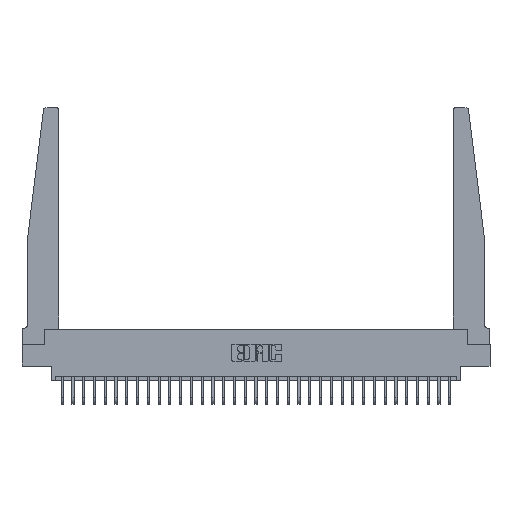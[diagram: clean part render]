
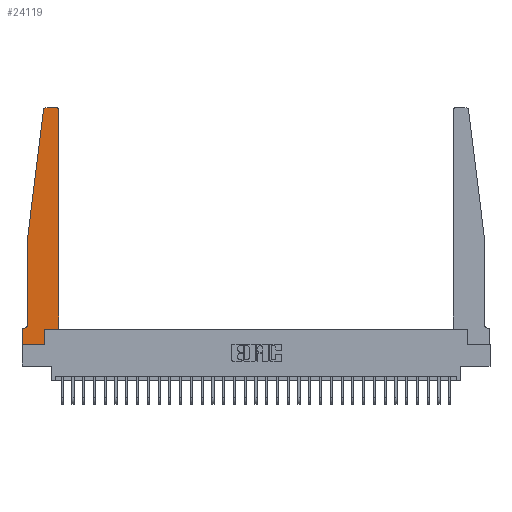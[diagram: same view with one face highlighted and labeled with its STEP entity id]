
A CAD part, top view. The second image highlights one B-rep face of the part: STEP entity #24119.
In plain terms, the highlighted planar face has unit normal (0, 0, 1).
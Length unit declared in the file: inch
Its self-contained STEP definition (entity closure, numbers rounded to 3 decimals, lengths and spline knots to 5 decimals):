
#48 = ORIENTED_EDGE ( 'NONE', *, *, #27514, .T. ) ;
#281 = DIRECTION ( 'NONE',  ( 1., 0., 0. ) ) ;
#389 = EDGE_CURVE ( 'NONE', #30270, #4841, #9772, .T. ) ;
#1184 = VERTEX_POINT ( 'NONE', #26816 ) ;
#1278 = DIRECTION ( 'NONE',  ( 1., 0., 0. ) ) ;
#2283 = LINE ( 'NONE', #25307, #6457 ) ;
#2303 = VERTEX_POINT ( 'NONE', #26713 ) ;
#2498 = ORIENTED_EDGE ( 'NONE', *, *, #26174, .T. ) ;
#2828 = VERTEX_POINT ( 'NONE', #31179 ) ;
#3204 = CARTESIAN_POINT ( 'NONE',  ( 0.065, 0.1875, 0.37 ) ) ;
#3328 = CARTESIAN_POINT ( 'NONE',  ( 0.425, 0.18, 0.37 ) ) ;
#3782 = VECTOR ( 'NONE', #25010, 39.37008 ) ;
#4261 = CARTESIAN_POINT ( 'NONE',  ( 0., 0., 0.37 ) ) ;
#4316 = VERTEX_POINT ( 'NONE', #17535 ) ;
#4585 = ORIENTED_EDGE ( 'NONE', *, *, #17220, .T. ) ;
#4746 = EDGE_CURVE ( 'NONE', #4316, #1184, #2283, .T. ) ;
#4841 = VERTEX_POINT ( 'NONE', #13693 ) ;
#5476 = EDGE_CURVE ( 'NONE', #1184, #30270, #23214, .T. ) ;
#5733 = AXIS2_PLACEMENT_3D ( 'NONE', #26509, #16465, #21390 ) ;
#6277 = EDGE_CURVE ( 'NONE', #2828, #2303, #28913, .T. ) ;
#6457 = VECTOR ( 'NONE', #25519, 39.37008 ) ;
#6472 = ORIENTED_EDGE ( 'NONE', *, *, #28391, .T. ) ;
#6650 = CIRCLE ( 'NONE', #8526, 0.03 ) ;
#6674 = AXIS2_PLACEMENT_3D ( 'NONE', #11894, #19223, #9503 ) ;
#6757 = VECTOR ( 'NONE', #27040, 39.37008 ) ;
#7051 = DIRECTION ( 'NONE',  ( 1., 0., 0. ) ) ;
#7170 = LINE ( 'NONE', #9660, #22849 ) ;
#7738 = LINE ( 'NONE', #4261, #29526 ) ;
#8526 = AXIS2_PLACEMENT_3D ( 'NONE', #21680, #29354, #7051 ) ;
#8824 = EDGE_CURVE ( 'NONE', #21297, #4316, #6650, .T. ) ;
#9206 = LINE ( 'NONE', #3328, #21029 ) ;
#9503 = DIRECTION ( 'NONE',  ( 1., 0., 0. ) ) ;
#9660 = CARTESIAN_POINT ( 'NONE',  ( 0.25, 2.75, 0.37 ) ) ;
#9772 = CIRCLE ( 'NONE', #5733, 0.05 ) ;
#9938 = DIRECTION ( 'NONE',  ( 0., 0., 1. ) ) ;
#10044 = PLANE ( 'NONE',  #20761 ) ;
#10052 = EDGE_CURVE ( 'NONE', #11043, #11589, #16888, .T. ) ;
#10290 = ORIENTED_EDGE ( 'NONE', *, *, #10052, .T. ) ;
#10643 = DIRECTION ( 'NONE',  ( 0., 1., 0. ) ) ;
#11043 = VERTEX_POINT ( 'NONE', #26539 ) ;
#11589 = VERTEX_POINT ( 'NONE', #21100 ) ;
#11894 = CARTESIAN_POINT ( 'NONE',  ( 0.395, 2.72, 0.37 ) ) ;
#12424 = CIRCLE ( 'NONE', #6674, 0.03 ) ;
#13033 = CARTESIAN_POINT ( 'NONE',  ( 0.27653, 2.75, 0.37 ) ) ;
#13693 = CARTESIAN_POINT ( 'NONE',  ( 0.015, 0.1875, 0.37 ) ) ;
#15212 = CARTESIAN_POINT ( 'NONE',  ( 0.065, 0.2375, 0.37 ) ) ;
#15893 = VECTOR ( 'NONE', #281, 39.37008 ) ;
#16396 = CARTESIAN_POINT ( 'NONE',  ( 0., 0.1875, 0.37 ) ) ;
#16465 = DIRECTION ( 'NONE',  ( 0., 0., -1. ) ) ;
#16888 = LINE ( 'NONE', #18098, #24916 ) ;
#17220 = EDGE_CURVE ( 'NONE', #2303, #11043, #22822, .T. ) ;
#17232 = ORIENTED_EDGE ( 'NONE', *, *, #31142, .T. ) ;
#17517 = ORIENTED_EDGE ( 'NONE', *, *, #8824, .T. ) ;
#17535 = CARTESIAN_POINT ( 'NONE',  ( 0.24675, 2.72367, 0.37 ) ) ;
#17962 = CARTESIAN_POINT ( 'NONE',  ( 0.2605, 0.18, 0.37 ) ) ;
#18086 = ORIENTED_EDGE ( 'NONE', *, *, #4746, .T. ) ;
#18098 = CARTESIAN_POINT ( 'NONE',  ( 0.425, 0.18, 0.37 ) ) ;
#18253 = FACE_OUTER_BOUND ( 'NONE', #25585, .T. ) ;
#19223 = DIRECTION ( 'NONE',  ( 0., 0., 1. ) ) ;
#19660 = CARTESIAN_POINT ( 'NONE',  ( 0., 0.1875, 0.37 ) ) ;
#19706 = CARTESIAN_POINT ( 'NONE',  ( 0.425, 2.72, 0.37 ) ) ;
#20338 = DIRECTION ( 'NONE',  ( -1., 0., 0. ) ) ;
#20761 = AXIS2_PLACEMENT_3D ( 'NONE', #19660, #9938, #24233 ) ;
#21029 = VECTOR ( 'NONE', #10643, 39.37008 ) ;
#21100 = CARTESIAN_POINT ( 'NONE',  ( 0.425, 0.18, 0.37 ) ) ;
#21297 = VERTEX_POINT ( 'NONE', #13033 ) ;
#21390 = DIRECTION ( 'NONE',  ( -1., 0., 0. ) ) ;
#21680 = CARTESIAN_POINT ( 'NONE',  ( 0.27653, 2.72, 0.37 ) ) ;
#22822 = LINE ( 'NONE', #17962, #6757 ) ;
#22849 = VECTOR ( 'NONE', #26838, 39.37008 ) ;
#23165 = VERTEX_POINT ( 'NONE', #30826 ) ;
#23214 = LINE ( 'NONE', #29723, #3782 ) ;
#24119 = ADVANCED_FACE ( 'NONE', ( #18253 ), #10044, .T. ) ;
#24233 = DIRECTION ( 'NONE',  ( 1., 0., 0. ) ) ;
#24916 = VECTOR ( 'NONE', #1278, 39.37008 ) ;
#25010 = DIRECTION ( 'NONE',  ( 0., -1., 0. ) ) ;
#25307 = CARTESIAN_POINT ( 'NONE',  ( 0.065, 1.25, 0.37 ) ) ;
#25519 = DIRECTION ( 'NONE',  ( -0.122, -0.992, 0. ) ) ;
#25585 = EDGE_LOOP ( 'NONE', ( #17232, #17517, #18086, #29403, #28784, #29915, #48, #27795, #4585, #10290, #6472, #2498 ) ) ;
#26174 = EDGE_CURVE ( 'NONE', #30220, #23165, #12424, .T. ) ;
#26509 = CARTESIAN_POINT ( 'NONE',  ( 0.015, 0.2375, 0.37 ) ) ;
#26539 = CARTESIAN_POINT ( 'NONE',  ( 0.2605, 0.18, 0.37 ) ) ;
#26570 = VERTEX_POINT ( 'NONE', #16396 ) ;
#26713 = CARTESIAN_POINT ( 'NONE',  ( 0.2605, 0., 0.37 ) ) ;
#26816 = CARTESIAN_POINT ( 'NONE',  ( 0.065, 1.25, 0.37 ) ) ;
#26838 = DIRECTION ( 'NONE',  ( -1., 0., 0. ) ) ;
#27040 = DIRECTION ( 'NONE',  ( 0., 1., 0. ) ) ;
#27514 = EDGE_CURVE ( 'NONE', #26570, #2828, #7738, .T. ) ;
#27795 = ORIENTED_EDGE ( 'NONE', *, *, #6277, .T. ) ;
#27831 = CARTESIAN_POINT ( 'NONE',  ( 0., 0., 0.37 ) ) ;
#28391 = EDGE_CURVE ( 'NONE', #11589, #30220, #9206, .T. ) ;
#28784 = ORIENTED_EDGE ( 'NONE', *, *, #389, .T. ) ;
#28913 = LINE ( 'NONE', #27831, #15893 ) ;
#29319 = VECTOR ( 'NONE', #20338, 39.37008 ) ;
#29354 = DIRECTION ( 'NONE',  ( 0., 0., 1. ) ) ;
#29403 = ORIENTED_EDGE ( 'NONE', *, *, #5476, .T. ) ;
#29526 = VECTOR ( 'NONE', #30739, 39.37008 ) ;
#29723 = CARTESIAN_POINT ( 'NONE',  ( 0.065, 1.25, 0.37 ) ) ;
#29915 = ORIENTED_EDGE ( 'NONE', *, *, #30403, .T. ) ;
#30220 = VERTEX_POINT ( 'NONE', #19706 ) ;
#30270 = VERTEX_POINT ( 'NONE', #15212 ) ;
#30403 = EDGE_CURVE ( 'NONE', #4841, #26570, #31534, .T. ) ;
#30739 = DIRECTION ( 'NONE',  ( 0., -1., 0. ) ) ;
#30826 = CARTESIAN_POINT ( 'NONE',  ( 0.395, 2.75, 0.37 ) ) ;
#31142 = EDGE_CURVE ( 'NONE', #23165, #21297, #7170, .T. ) ;
#31179 = CARTESIAN_POINT ( 'NONE',  ( 0., 0., 0.37 ) ) ;
#31534 = LINE ( 'NONE', #3204, #29319 ) ;
